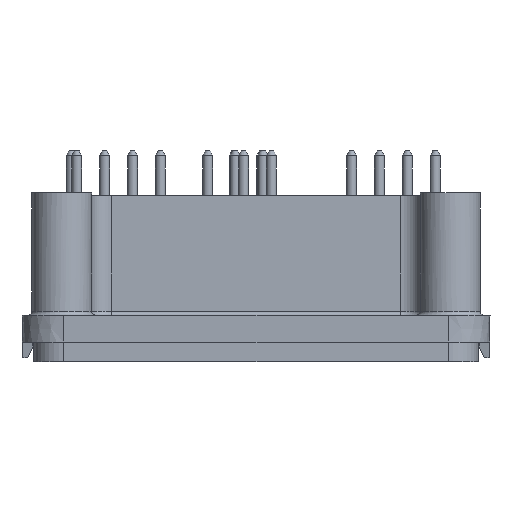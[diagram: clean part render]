
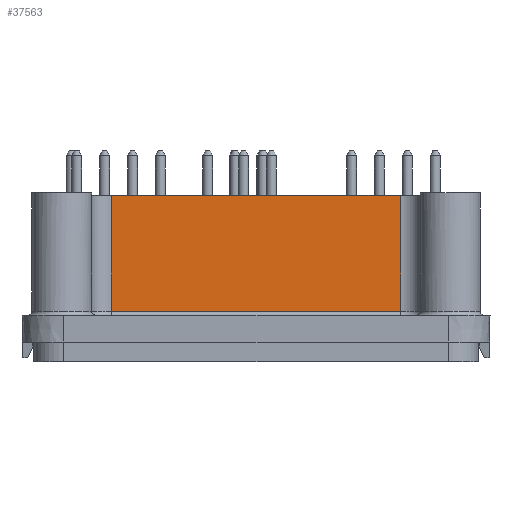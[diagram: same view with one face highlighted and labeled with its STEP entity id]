
A CAD part, left-side view. The second image highlights one B-rep face of the part: STEP entity #37563.
In plain terms, the highlighted planar face has unit normal (-1, 0, 0).
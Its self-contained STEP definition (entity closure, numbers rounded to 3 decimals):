
#2404=LINE('',#50077,#3986);
#2530=LINE('',#51016,#4112);
#2531=LINE('',#51028,#4113);
#2532=LINE('',#51030,#4114);
#3986=VECTOR('',#42565,1000.);
#4112=VECTOR('',#42829,1000.);
#4113=VECTOR('',#42846,1000.);
#4114=VECTOR('',#42847,1000.);
#6253=ORIENTED_EDGE('',*,*,#13899,.F.);
#6254=ORIENTED_EDGE('',*,*,#13665,.T.);
#6255=ORIENTED_EDGE('',*,*,#13905,.T.);
#6256=ORIENTED_EDGE('',*,*,#13906,.F.);
#13665=EDGE_CURVE('',#17508,#17507,#2404,.T.);
#13899=EDGE_CURVE('',#17508,#17705,#2530,.T.);
#13905=EDGE_CURVE('',#17507,#17708,#2531,.T.);
#13906=EDGE_CURVE('',#17705,#17708,#2532,.T.);
#17507=VERTEX_POINT('',#50076);
#17508=VERTEX_POINT('',#50078);
#17705=VERTEX_POINT('',#51017);
#17708=VERTEX_POINT('',#51029);
#20873=EDGE_LOOP('',(#6253,#6254,#6255,#6256));
#22997=FACE_BOUND('',#20873,.T.);
#25022=PLANE('',#39536);
#37563=ADVANCED_FACE('',(#22997),#25022,.F.);
#39536=AXIS2_PLACEMENT_3D('',#51027,#42844,#42845);
#42565=DIRECTION('',(0.,1.,0.));
#42829=DIRECTION('',(0.,0.,-1.));
#42844=DIRECTION('',(1.,0.,0.));
#42845=DIRECTION('',(0.,-1.,0.));
#42846=DIRECTION('',(0.,0.,-1.));
#42847=DIRECTION('',(0.,1.,0.));
#50076=CARTESIAN_POINT('',(-39.5,14.525,13.4));
#50077=CARTESIAN_POINT('',(-39.5,-22.5,13.4));
#50078=CARTESIAN_POINT('',(-39.5,-14.525,13.4));
#51016=CARTESIAN_POINT('',(-39.5,-14.525,61.53));
#51017=CARTESIAN_POINT('',(-39.5,-14.525,1.8));
#51027=CARTESIAN_POINT('',(-39.5,-22.5,61.53));
#51028=CARTESIAN_POINT('',(-39.5,14.525,61.53));
#51029=CARTESIAN_POINT('',(-39.5,14.525,1.8));
#51030=CARTESIAN_POINT('',(-39.5,-22.5,1.8));
